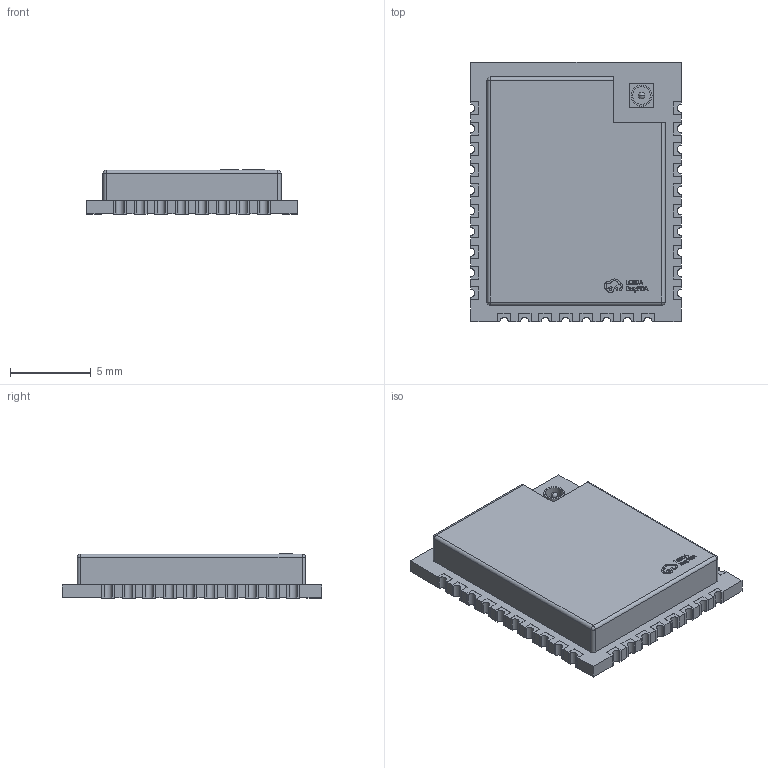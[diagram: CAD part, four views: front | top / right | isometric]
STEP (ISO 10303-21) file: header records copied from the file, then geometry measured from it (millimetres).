
FILE_DESCRIPTION (( 'STEP AP214' ), '1' );
FILE_NAME ('WIRELM-SMD_E103-W12X.STEP', '2024-06-15T08:17:12', ( 'User' ), ( 'China' ), 'SwSTEP 2.0', 'SolidWorks 2020', '' );
FILE_SCHEMA (( 'AUTOMOTIVE_DESIGN' ));
Length unit declared in the file: millimetre
Products named in the file (1): WIRELM-SMD_E103-W12X
Bounding box: 13 x 16 x 2.72 mm (x, y, z)
Volume: 442.5 mm3; surface area: 563.8 mm2
Topology: 1 solids, 1 shells, 608 faces, 1743 edges, 1156 vertices
Faces by surface type: plane 454, bspline 98, cylinder 51, sphere 5
Entity records: 26807 total; most frequent: CARTESIAN_POINT 4805, ORIENTED_EDGE 3472, DIRECTION 2662, EDGE_CURVE 1736, LINE 1432, VECTOR 1432, VERTEX_POINT 1154, EDGE_LOOP 632
